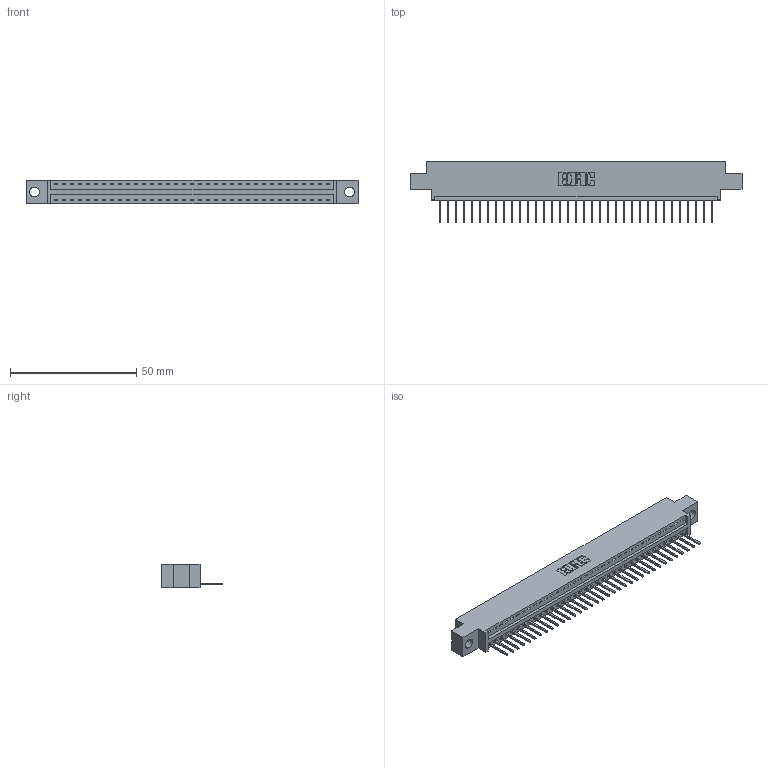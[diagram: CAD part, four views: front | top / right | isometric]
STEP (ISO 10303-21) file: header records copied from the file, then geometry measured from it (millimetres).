
FILE_DESCRIPTION (( 'STEP AP203' ), '1' );
FILE_NAME ('346-035-526-604.STEP', '2018-08-24T00:07:31', ( '' ), ( '' ), 'SwSTEP 2.0', 'SolidWorks 2016', '' );
FILE_SCHEMA (( 'CONFIG_CONTROL_DESIGN' ));
Length unit declared in the file: inch
Products named in the file (3): 346 Part_0.170 Offset - 0.156 Dia-TH; 345-292-001_345-293-126; 346-035-526-604
Assembly tree (36 placements, depth 2):
  346-035-526-604
    346 Part_0.170 Offset - 0.156 Dia-TH
    345-292-001_345-293-126  x35
Bounding box: 131.7 x 24.13 x 9.4 mm (x, y, z)
Volume: 12287.9 mm3; surface area: 15214 mm2
Topology: 36 solids, 36 shells, 2156 faces, 6501 edges, 4286 vertices
Faces by surface type: plane 1480, cylinder 676
Entity records: 22817 total; most frequent: CARTESIAN_POINT 3921, ORIENTED_EDGE 3890, DIRECTION 3467, EDGE_CURVE 1945, VECTOR 1673, LINE 1673, VERTEX_POINT 1294, AXIS2_PLACEMENT_3D 897
